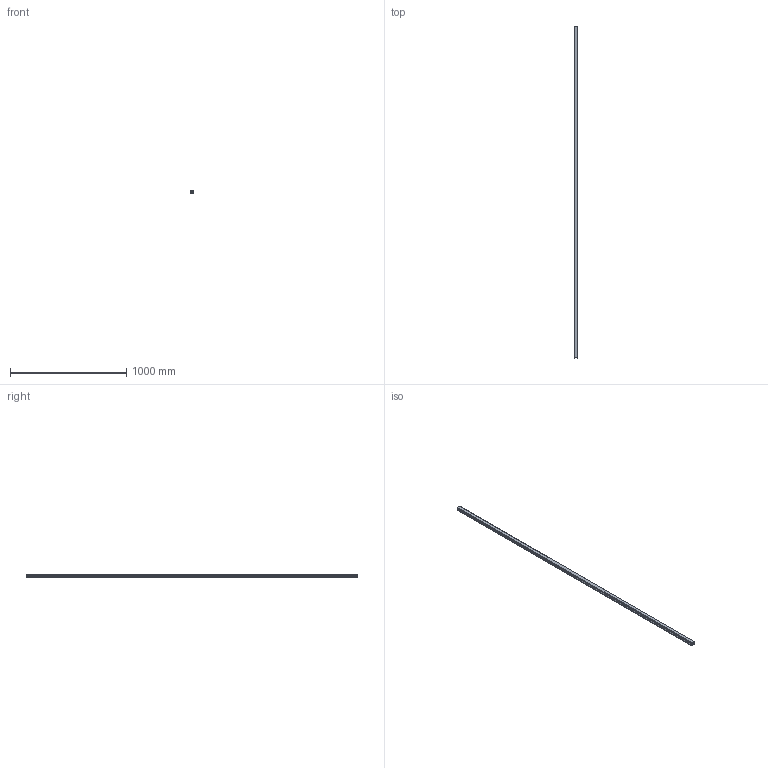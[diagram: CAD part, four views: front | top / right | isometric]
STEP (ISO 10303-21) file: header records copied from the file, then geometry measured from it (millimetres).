
FILE_DESCRIPTION(('STEP AP214'),'1');
FILE_NAME('cctmp_31090F36-805A-450E-A734-5A51D2E88F1E_2021_01_27_12_11_52_0208..stp','2021-01-27T11:11:52',('HIWIN GmbH'),('CADClick - www.CADClick.com'),'Spatial InterOp 3D',' ','unknown authorization');
FILE_SCHEMA(('AUTOMOTIVE_DESIGN'));
Length unit declared in the file: millimetre
Products named in the file (1): HGR35T2850C_FILE
Bounding box: 34 x 2850 x 29 mm (x, y, z)
Volume: 2403650.3 mm3; surface area: 386272.2 mm2
Topology: 1 solids, 1 shells, 259 faces, 687 edges, 398 vertices
Faces by surface type: cylinder 94, plane 93, cone 72
Entity records: 9545 total; most frequent: DIRECTION 1323, CARTESIAN_POINT 1273, ORIENTED_EDGE 1230, EDGE_CURVE 615, AXIS2_PLACEMENT_3D 448, LINE 427, VECTOR 427, VERTEX_POINT 398
